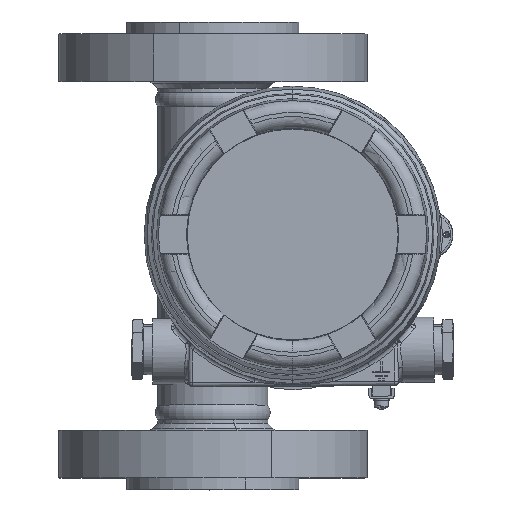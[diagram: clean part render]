
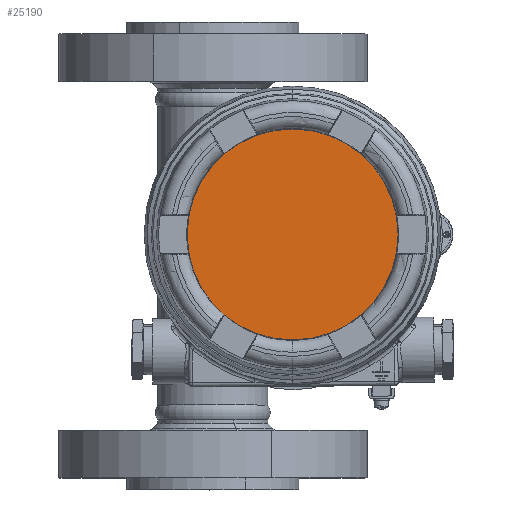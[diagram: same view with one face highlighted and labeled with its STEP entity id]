
A CAD part, top view. The second image highlights one B-rep face of the part: STEP entity #25190.
In plain terms, the highlighted planar face has unit normal (0, 0, 1).
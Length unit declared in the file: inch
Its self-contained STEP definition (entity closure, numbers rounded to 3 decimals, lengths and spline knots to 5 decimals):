
#5356 = CARTESIAN_POINT ( 'NONE',  ( 1.68006, 0.439, 8.145 ) ) ;
#6817 = VERTEX_POINT ( 'NONE', #22338 ) ;
#10549 = PLANE ( 'NONE',  #15685 ) ;
#11177 = VERTEX_POINT ( 'NONE', #25374 ) ;
#12387 = CARTESIAN_POINT ( 'NONE',  ( 1.68006, 0.439, 8.145 ) ) ;
#15685 = AXIS2_PLACEMENT_3D ( 'NONE', #43162, #36067, #17645 ) ;
#16525 = EDGE_LOOP ( 'NONE', ( #45026, #16868 ) ) ;
#16868 = ORIENTED_EDGE ( 'NONE', *, *, #44130, .T. ) ;
#17645 = DIRECTION ( 'NONE',  ( 0.999, 0.036, 0. ) ) ;
#22338 = CARTESIAN_POINT ( 'NONE',  ( 4.21442, 0.5302, 8.145 ) ) ;
#23547 = CIRCLE ( 'NONE', #35654, 2.536 ) ;
#25190 = ADVANCED_FACE ( 'NONE', ( #43855 ), #10549, .T. ) ;
#25374 = CARTESIAN_POINT ( 'NONE',  ( -0.8543, 0.3478, 8.145 ) ) ;
#26792 = DIRECTION ( 'NONE',  ( 0.999, 0.036, 0. ) ) ;
#29433 = DIRECTION ( 'NONE',  ( 0., 0., 1. ) ) ;
#31270 = AXIS2_PLACEMENT_3D ( 'NONE', #12387, #29433, #26792 ) ;
#34410 = DIRECTION ( 'NONE',  ( 0., 0., 1. ) ) ;
#34737 = EDGE_CURVE ( 'NONE', #11177, #6817, #41074, .T. ) ;
#35654 = AXIS2_PLACEMENT_3D ( 'NONE', #5356, #34410, #45245 ) ;
#36067 = DIRECTION ( 'NONE',  ( 0., 0., 1. ) ) ;
#41074 = CIRCLE ( 'NONE', #31270, 2.536 ) ;
#43162 = CARTESIAN_POINT ( 'NONE',  ( 1.68006, 0.439, 8.145 ) ) ;
#43855 = FACE_OUTER_BOUND ( 'NONE', #16525, .T. ) ;
#44130 = EDGE_CURVE ( 'NONE', #6817, #11177, #23547, .T. ) ;
#45026 = ORIENTED_EDGE ( 'NONE', *, *, #34737, .T. ) ;
#45245 = DIRECTION ( 'NONE',  ( 0.999, 0.036, 0. ) ) ;
